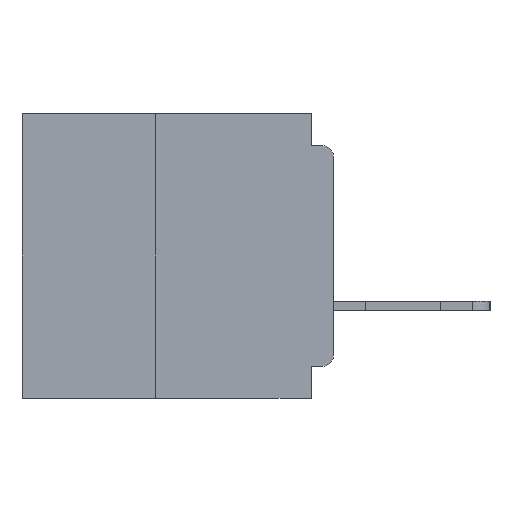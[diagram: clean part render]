
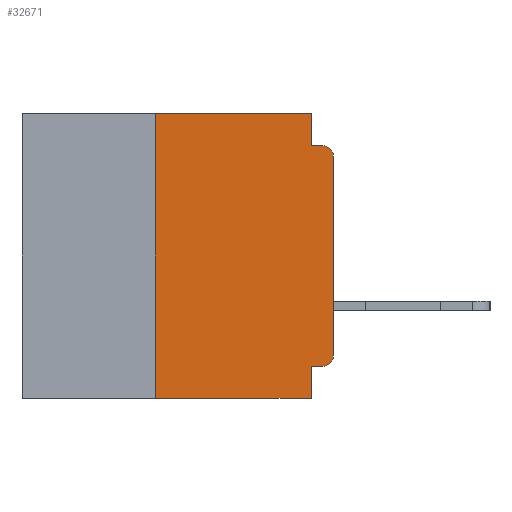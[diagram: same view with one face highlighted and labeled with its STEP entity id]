
A CAD part, left-side view. The second image highlights one B-rep face of the part: STEP entity #32671.
In plain terms, the highlighted planar face has unit normal (-1, 0, 0).
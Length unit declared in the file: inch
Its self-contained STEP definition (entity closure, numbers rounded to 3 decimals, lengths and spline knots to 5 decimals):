
#793 = ORIENTED_EDGE ( 'NONE', *, *, #14420, .T. ) ;
#901 = CARTESIAN_POINT ( 'NONE',  ( 0., 0., -0.06 ) ) ;
#1680 = DIRECTION ( 'NONE',  ( -1., 0., 0. ) ) ;
#2560 = EDGE_LOOP ( 'NONE', ( #21789, #3443, #13691, #20503, #30650, #43215, #793, #44388, #46278, #4914 ) ) ;
#3031 = CARTESIAN_POINT ( 'NONE',  ( 0., 0.015, -0.045 ) ) ;
#3443 = ORIENTED_EDGE ( 'NONE', *, *, #11627, .T. ) ;
#3859 = LINE ( 'NONE', #25398, #21760 ) ;
#4914 = ORIENTED_EDGE ( 'NONE', *, *, #29218, .T. ) ;
#4998 = EDGE_CURVE ( 'NONE', #18936, #43956, #37071, .T. ) ;
#5125 = EDGE_CURVE ( 'NONE', #43956, #37436, #21943, .T. ) ;
#5184 = CARTESIAN_POINT ( 'NONE',  ( 0., 0.031, -0.4 ) ) ;
#6560 = DIRECTION ( 'NONE',  ( 0., 0., -1. ) ) ;
#7012 = CARTESIAN_POINT ( 'NONE',  ( 0., 0.437, 0. ) ) ;
#8351 = CARTESIAN_POINT ( 'NONE',  ( 0., 0., -0.34 ) ) ;
#10383 = VERTEX_POINT ( 'NONE', #901 ) ;
#10614 = DIRECTION ( 'NONE',  ( 0., 0., -1. ) ) ;
#11200 = VECTOR ( 'NONE', #28890, 39.37008 ) ;
#11627 = EDGE_CURVE ( 'NONE', #10383, #16659, #22640, .T. ) ;
#13691 = ORIENTED_EDGE ( 'NONE', *, *, #16337, .F. ) ;
#14413 = CARTESIAN_POINT ( 'NONE',  ( 0., 0.015, -0.355 ) ) ;
#14420 = EDGE_CURVE ( 'NONE', #18936, #26837, #44179, .T. ) ;
#15140 = CARTESIAN_POINT ( 'NONE',  ( 0., 0.25, -0.4 ) ) ;
#15339 = CARTESIAN_POINT ( 'NONE',  ( 0., 0.031, 0. ) ) ;
#16337 = EDGE_CURVE ( 'NONE', #45041, #16659, #3859, .T. ) ;
#16659 = VERTEX_POINT ( 'NONE', #3031 ) ;
#17630 = DIRECTION ( 'NONE',  ( 0., -1., 0. ) ) ;
#18290 = LINE ( 'NONE', #35015, #26648 ) ;
#18465 = CARTESIAN_POINT ( 'NONE',  ( 0., 0.015, -0.06 ) ) ;
#18829 = VECTOR ( 'NONE', #21200, 39.37008 ) ;
#18936 = VERTEX_POINT ( 'NONE', #15140 ) ;
#20503 = ORIENTED_EDGE ( 'NONE', *, *, #42921, .F. ) ;
#20638 = LINE ( 'NONE', #21717, #11200 ) ;
#21200 = DIRECTION ( 'NONE',  ( 0., 1., 0. ) ) ;
#21717 = CARTESIAN_POINT ( 'NONE',  ( 0., 0.031, 0. ) ) ;
#21760 = VECTOR ( 'NONE', #32610, 39.37008 ) ;
#21789 = ORIENTED_EDGE ( 'NONE', *, *, #39847, .T. ) ;
#21876 = AXIS2_PLACEMENT_3D ( 'NONE', #23092, #1680, #26697 ) ;
#21943 = LINE ( 'NONE', #22195, #40948 ) ;
#22072 = DIRECTION ( 'NONE',  ( 0., 0., -1. ) ) ;
#22195 = CARTESIAN_POINT ( 'NONE',  ( 0., 0.437, 0. ) ) ;
#22640 = CIRCLE ( 'NONE', #36219, 0.015 ) ;
#23092 = CARTESIAN_POINT ( 'NONE',  ( 0., 0.015, -0.34 ) ) ;
#24949 = FACE_OUTER_BOUND ( 'NONE', #2560, .T. ) ;
#25058 = CARTESIAN_POINT ( 'NONE',  ( 0., 0.25, 0. ) ) ;
#25398 = CARTESIAN_POINT ( 'NONE',  ( 0., 0., -0.045 ) ) ;
#25756 = DIRECTION ( 'NONE',  ( 0., -1., 0. ) ) ;
#26648 = VECTOR ( 'NONE', #6560, 39.37008 ) ;
#26697 = DIRECTION ( 'NONE',  ( 0., 0., -1. ) ) ;
#26837 = VERTEX_POINT ( 'NONE', #5184 ) ;
#27920 = AXIS2_PLACEMENT_3D ( 'NONE', #7012, #31972, #10614 ) ;
#28563 = CARTESIAN_POINT ( 'NONE',  ( 0., 0.031, -0.045 ) ) ;
#28890 = DIRECTION ( 'NONE',  ( 0., 0., -1. ) ) ;
#29114 = CARTESIAN_POINT ( 'NONE',  ( 0., 0., 0. ) ) ;
#29218 = EDGE_CURVE ( 'NONE', #33939, #38192, #41464, .T. ) ;
#30650 = ORIENTED_EDGE ( 'NONE', *, *, #5125, .F. ) ;
#31972 = DIRECTION ( 'NONE',  ( 1., 0., 0. ) ) ;
#32610 = DIRECTION ( 'NONE',  ( 0., -1., 0. ) ) ;
#32662 = EDGE_CURVE ( 'NONE', #33939, #43374, #45088, .T. ) ;
#32671 = ADVANCED_FACE ( 'NONE', ( #24949 ), #42620, .F. ) ;
#32734 = DIRECTION ( 'NONE',  ( 0., 0., 1. ) ) ;
#33939 = VERTEX_POINT ( 'NONE', #14413 ) ;
#35015 = CARTESIAN_POINT ( 'NONE',  ( 0., 0.031, -0.4 ) ) ;
#36219 = AXIS2_PLACEMENT_3D ( 'NONE', #18465, #43479, #22072 ) ;
#37071 = LINE ( 'NONE', #39398, #44306 ) ;
#37228 = VECTOR ( 'NONE', #32734, 39.37008 ) ;
#37436 = VERTEX_POINT ( 'NONE', #15339 ) ;
#38192 = VERTEX_POINT ( 'NONE', #8351 ) ;
#38355 = LINE ( 'NONE', #29114, #37228 ) ;
#38715 = CARTESIAN_POINT ( 'NONE',  ( 0., 0.031, -0.355 ) ) ;
#39032 = EDGE_CURVE ( 'NONE', #43374, #26837, #18290, .T. ) ;
#39038 = CARTESIAN_POINT ( 'NONE',  ( 0., 0., -0.355 ) ) ;
#39202 = CARTESIAN_POINT ( 'NONE',  ( 0., 0.437, -0.4 ) ) ;
#39398 = CARTESIAN_POINT ( 'NONE',  ( 0., 0.25, -0.4 ) ) ;
#39847 = EDGE_CURVE ( 'NONE', #38192, #10383, #38355, .T. ) ;
#40948 = VECTOR ( 'NONE', #25756, 39.37008 ) ;
#41464 = CIRCLE ( 'NONE', #21876, 0.015 ) ;
#42620 = PLANE ( 'NONE',  #27920 ) ;
#42921 = EDGE_CURVE ( 'NONE', #37436, #45041, #20638, .T. ) ;
#42987 = DIRECTION ( 'NONE',  ( 0., 0., 1. ) ) ;
#43078 = VECTOR ( 'NONE', #17630, 39.37008 ) ;
#43215 = ORIENTED_EDGE ( 'NONE', *, *, #4998, .F. ) ;
#43374 = VERTEX_POINT ( 'NONE', #38715 ) ;
#43479 = DIRECTION ( 'NONE',  ( -1., 0., 0. ) ) ;
#43956 = VERTEX_POINT ( 'NONE', #25058 ) ;
#44179 = LINE ( 'NONE', #39202, #43078 ) ;
#44306 = VECTOR ( 'NONE', #42987, 39.37008 ) ;
#44388 = ORIENTED_EDGE ( 'NONE', *, *, #39032, .F. ) ;
#45041 = VERTEX_POINT ( 'NONE', #28563 ) ;
#45088 = LINE ( 'NONE', #39038, #18829 ) ;
#46278 = ORIENTED_EDGE ( 'NONE', *, *, #32662, .F. ) ;
